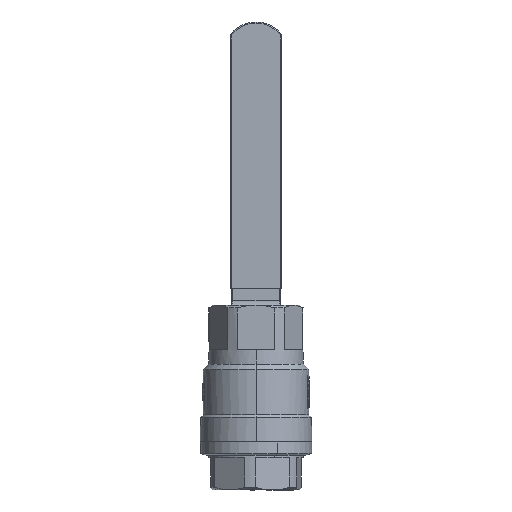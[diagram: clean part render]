
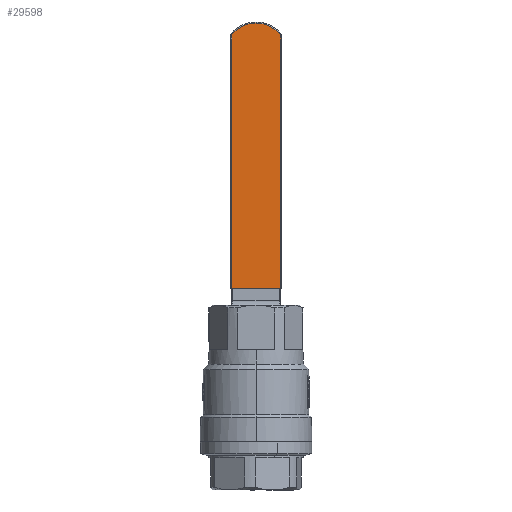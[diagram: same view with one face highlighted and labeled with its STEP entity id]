
A CAD part, left-side view. The second image highlights one B-rep face of the part: STEP entity #29598.
In plain terms, the highlighted face is planar.
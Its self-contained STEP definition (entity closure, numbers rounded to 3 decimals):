
#29339 = VERTEX_POINT ( 'NONE', #40736 ) ;
#29347 = EDGE_CURVE ( 'NONE', #29350, #29339, #40734, .T. ) ;
#29350 = VERTEX_POINT ( 'NONE', #40748 ) ;
#29470 = VERTEX_POINT ( 'NONE', #40998 ) ;
#29508 = VERTEX_POINT ( 'NONE', #41117 ) ;
#29512 = EDGE_CURVE ( 'NONE', #29470, #29508, #41120, .T. ) ;
#29597 = VERTEX_POINT ( 'NONE', #41325 ) ;
#29598 = ADVANCED_FACE ( 'NONE', ( #41320 ), #41324, .F. ) ;
#29599 = ORIENTED_EDGE ( 'NONE', *, *, #29512, .F. ) ;
#29600 = ORIENTED_EDGE ( 'NONE', *, *, #29347, .T. ) ;
#29601 = EDGE_CURVE ( 'NONE', #29597, #29350, #41318, .T. ) ;
#29603 = ORIENTED_EDGE ( 'NONE', *, *, #29601, .T. ) ;
#29607 = ORIENTED_EDGE ( 'NONE', *, *, #29616, .T. ) ;
#29610 = EDGE_LOOP ( 'NONE', ( #29599, #29622, #29603, #29600, #29607 ) ) ;
#29612 = EDGE_CURVE ( 'NONE', #29470, #29597, #41373, .T. ) ;
#29616 = EDGE_CURVE ( 'NONE', #29339, #29508, #41369, .T. ) ;
#29622 = ORIENTED_EDGE ( 'NONE', *, *, #29612, .T. ) ;
#40722 = DIRECTION ( 'NONE',  ( 0., 0., -1. ) ) ;
#40723 = CARTESIAN_POINT ( 'NONE',  ( 0., 0., 0. ) ) ;
#40725 = AXIS2_PLACEMENT_3D ( 'NONE', #40723, #40722, #40783 ) ;
#40734 = CIRCLE ( 'NONE', #40725, 14. ) ;
#40736 = CARTESIAN_POINT ( 'NONE',  ( 8.66, -11., 0. ) ) ;
#40748 = CARTESIAN_POINT ( 'NONE',  ( 14., 0., 0. ) ) ;
#40783 = DIRECTION ( 'NONE',  ( 1., 0., 0. ) ) ;
#40998 = CARTESIAN_POINT ( 'NONE',  ( -105.5, 11., 0. ) ) ;
#41108 = DIRECTION ( 'NONE',  ( 0., -1., 0. ) ) ;
#41109 = VECTOR ( 'NONE', #41108, 1000. ) ;
#41117 = CARTESIAN_POINT ( 'NONE',  ( -105.5, -11., 0. ) ) ;
#41119 = CARTESIAN_POINT ( 'NONE',  ( -105.5, 11.5, 0. ) ) ;
#41120 = LINE ( 'NONE', #41119, #41109 ) ;
#41282 = CARTESIAN_POINT ( 'NONE',  ( 0., 0., 0. ) ) ;
#41313 = DIRECTION ( 'NONE',  ( 1., 0., 0. ) ) ;
#41314 = DIRECTION ( 'NONE',  ( 0., 0., -1. ) ) ;
#41317 = DIRECTION ( 'NONE',  ( 1., 0., 0. ) ) ;
#41318 = CIRCLE ( 'NONE', #41319, 14. ) ;
#41319 = AXIS2_PLACEMENT_3D ( 'NONE', #41282, #41314, #41313 ) ;
#41320 = FACE_OUTER_BOUND ( 'NONE', #29610, .T. ) ;
#41323 = DIRECTION ( 'NONE',  ( 0., 0., 1. ) ) ;
#41324 = PLANE ( 'NONE',  #41341 ) ;
#41325 = CARTESIAN_POINT ( 'NONE',  ( 8.66, 11., 0. ) ) ;
#41340 = CARTESIAN_POINT ( 'NONE',  ( 0., 0., 0. ) ) ;
#41341 = AXIS2_PLACEMENT_3D ( 'NONE', #41340, #41323, #41317 ) ;
#41347 = DIRECTION ( 'NONE',  ( -1., 0., 0. ) ) ;
#41348 = VECTOR ( 'NONE', #41347, 1000. ) ;
#41355 = DIRECTION ( 'NONE',  ( 1., 0., 0. ) ) ;
#41356 = VECTOR ( 'NONE', #41355, 1000. ) ;
#41368 = CARTESIAN_POINT ( 'NONE',  ( 0., -11., 0. ) ) ;
#41369 = LINE ( 'NONE', #41368, #41348 ) ;
#41372 = CARTESIAN_POINT ( 'NONE',  ( 0., 11., 0. ) ) ;
#41373 = LINE ( 'NONE', #41372, #41356 ) ;
